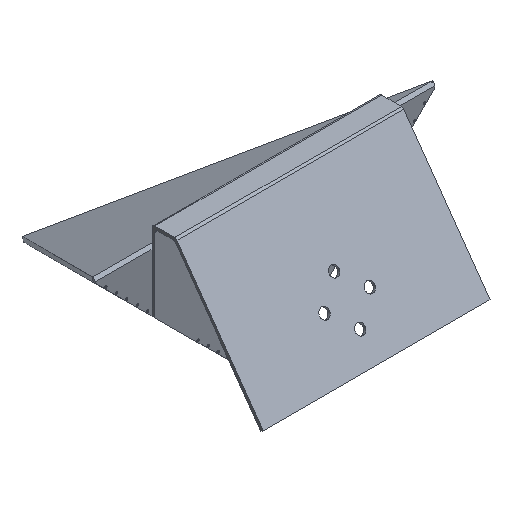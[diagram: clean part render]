
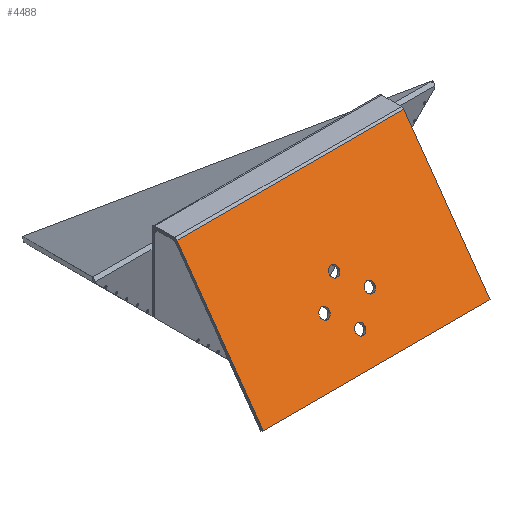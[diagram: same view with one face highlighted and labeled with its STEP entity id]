
A CAD part, isometric view. The second image highlights one B-rep face of the part: STEP entity #4488.
In plain terms, the highlighted planar face has unit normal (0, -0.817, 0.577).
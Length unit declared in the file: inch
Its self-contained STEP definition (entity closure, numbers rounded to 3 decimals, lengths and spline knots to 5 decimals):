
#233 = DIRECTION ( 'NONE',  ( 0., 0.577, 0.817 ) ) ;
#283 = CARTESIAN_POINT ( 'NONE',  ( 10., -2.45414, 1.54077 ) ) ;
#815 = AXIS2_PLACEMENT_3D ( 'NONE', #25038, #14831, #12952 ) ;
#1040 = DIRECTION ( 'NONE',  ( 0., -0.577, -0.817 ) ) ;
#1453 = AXIS2_PLACEMENT_3D ( 'NONE', #24941, #18960, #1040 ) ;
#1770 = VERTEX_POINT ( 'NONE', #20436 ) ;
#1781 = CARTESIAN_POINT ( 'NONE',  ( -10., -10.0543, -9.20923 ) ) ;
#1920 = DIRECTION ( 'NONE',  ( 0., -0.817, 0.577 ) ) ;
#2027 = LINE ( 'NONE', #283, #3263 ) ;
#2195 = CARTESIAN_POINT ( 'NONE',  ( 2., -7.4565, -5.5348 ) ) ;
#2775 = EDGE_CURVE ( 'NONE', #7641, #20937, #13585, .T. ) ;
#3036 = CARTESIAN_POINT ( 'NONE',  ( -10., -2.45414, 1.54077 ) ) ;
#3263 = VECTOR ( 'NONE', #9875, 39.37008 ) ;
#3679 = VERTEX_POINT ( 'NONE', #9525 ) ;
#3686 = LINE ( 'NONE', #11785, #3781 ) ;
#3781 = VECTOR ( 'NONE', #19866, 39.37008 ) ;
#3800 = DIRECTION ( 'NONE',  ( 0., -0.817, 0.577 ) ) ;
#3920 = DIRECTION ( 'NONE',  ( 0., -0.577, -0.817 ) ) ;
#3921 = VERTEX_POINT ( 'NONE', #4348 ) ;
#4348 = CARTESIAN_POINT ( 'NONE',  ( 0., -8.86364, -7.52512 ) ) ;
#4488 = ADVANCED_FACE ( 'NONE', ( #19900, #20137, #10226, #22543, #12339 ), #5845, .F. ) ;
#4668 = CIRCLE ( 'NONE', #21595, 0.4375 ) ;
#4700 = EDGE_CURVE ( 'NONE', #3921, #17400, #25145, .T. ) ;
#5488 = AXIS2_PLACEMENT_3D ( 'NONE', #2195, #20471, #18354 ) ;
#5776 = EDGE_CURVE ( 'NONE', #11647, #21047, #2027, .T. ) ;
#5845 = PLANE ( 'NONE',  #7787 ) ;
#6020 = CARTESIAN_POINT ( 'NONE',  ( 10., -10.0543, -9.20923 ) ) ;
#6049 = CARTESIAN_POINT ( 'NONE',  ( 0., -6.30193, -3.90172 ) ) ;
#6247 = DIRECTION ( 'NONE',  ( 0., -0.577, -0.817 ) ) ;
#6322 = AXIS2_PLACEMENT_3D ( 'NONE', #8612, #6638, #6247 ) ;
#6638 = DIRECTION ( 'NONE',  ( 0., -0.817, 0.577 ) ) ;
#6852 = ORIENTED_EDGE ( 'NONE', *, *, #19661, .F. ) ;
#7286 = DIRECTION ( 'NONE',  ( 0., -0.577, -0.817 ) ) ;
#7452 = VERTEX_POINT ( 'NONE', #17618 ) ;
#7641 = VERTEX_POINT ( 'NONE', #18001 ) ;
#7787 = AXIS2_PLACEMENT_3D ( 'NONE', #26116, #9949, #233 ) ;
#7858 = VERTEX_POINT ( 'NONE', #1781 ) ;
#8248 = ORIENTED_EDGE ( 'NONE', *, *, #8989, .F. ) ;
#8373 = CIRCLE ( 'NONE', #23187, 0.4375 ) ;
#8479 = ORIENTED_EDGE ( 'NONE', *, *, #13405, .T. ) ;
#8612 = CARTESIAN_POINT ( 'NONE',  ( 0., -8.61108, -7.16788 ) ) ;
#8725 = ORIENTED_EDGE ( 'NONE', *, *, #16311, .F. ) ;
#8989 = EDGE_CURVE ( 'NONE', #20937, #7641, #8373, .T. ) ;
#9062 = DIRECTION ( 'NONE',  ( 0., -0.577, -0.817 ) ) ;
#9065 = AXIS2_PLACEMENT_3D ( 'NONE', #16971, #24658, #23051 ) ;
#9525 = CARTESIAN_POINT ( 'NONE',  ( -2., -7.20394, -5.17756 ) ) ;
#9596 = ORIENTED_EDGE ( 'NONE', *, *, #4700, .F. ) ;
#9875 = DIRECTION ( 'NONE',  ( 0., -0.577, -0.817 ) ) ;
#9949 = DIRECTION ( 'NONE',  ( 0., 0.817, -0.577 ) ) ;
#10031 = DIRECTION ( 'NONE',  ( 0., -0.577, -0.817 ) ) ;
#10226 = FACE_OUTER_BOUND ( 'NONE', #18418, .T. ) ;
#10316 = EDGE_LOOP ( 'NONE', ( #9596, #6852 ) ) ;
#11349 = VECTOR ( 'NONE', #7286, 39.37008 ) ;
#11517 = EDGE_LOOP ( 'NONE', ( #12488, #8248 ) ) ;
#11647 = VERTEX_POINT ( 'NONE', #18531 ) ;
#11785 = CARTESIAN_POINT ( 'NONE',  ( 10., -2.45414, 1.54077 ) ) ;
#11943 = ORIENTED_EDGE ( 'NONE', *, *, #14610, .T. ) ;
#12137 = ORIENTED_EDGE ( 'NONE', *, *, #5776, .F. ) ;
#12339 = FACE_BOUND ( 'NONE', #10316, .T. ) ;
#12488 = ORIENTED_EDGE ( 'NONE', *, *, #2775, .F. ) ;
#12658 = CARTESIAN_POINT ( 'NONE',  ( 0., -6.30193, -3.90172 ) ) ;
#12952 = DIRECTION ( 'NONE',  ( 0., -0.577, -0.817 ) ) ;
#13239 = EDGE_LOOP ( 'NONE', ( #23927, #18994 ) ) ;
#13405 = EDGE_CURVE ( 'NONE', #7452, #7858, #17350, .T. ) ;
#13579 = DIRECTION ( 'NONE',  ( -1., 0., 0. ) ) ;
#13585 = CIRCLE ( 'NONE', #23885, 0.4375 ) ;
#14250 = CARTESIAN_POINT ( 'NONE',  ( -2., -7.70907, -5.89203 ) ) ;
#14610 = EDGE_CURVE ( 'NONE', #11647, #7452, #3686, .T. ) ;
#14831 = DIRECTION ( 'NONE',  ( 0., -0.817, 0.577 ) ) ;
#15182 = VERTEX_POINT ( 'NONE', #14250 ) ;
#15310 = EDGE_LOOP ( 'NONE', ( #23727, #8725 ) ) ;
#16098 = CARTESIAN_POINT ( 'NONE',  ( 2., -7.70907, -5.89203 ) ) ;
#16311 = EDGE_CURVE ( 'NONE', #1770, #21077, #16910, .T. ) ;
#16768 = VECTOR ( 'NONE', #13579, 39.37008 ) ;
#16910 = CIRCLE ( 'NONE', #5488, 0.4375 ) ;
#16971 = CARTESIAN_POINT ( 'NONE',  ( 0., -8.61108, -7.16788 ) ) ;
#17350 = LINE ( 'NONE', #3036, #11349 ) ;
#17400 = VERTEX_POINT ( 'NONE', #19720 ) ;
#17618 = CARTESIAN_POINT ( 'NONE',  ( -10., -2.45414, 1.54077 ) ) ;
#17850 = EDGE_CURVE ( 'NONE', #21047, #7858, #23663, .T. ) ;
#17857 = ORIENTED_EDGE ( 'NONE', *, *, #17850, .F. ) ;
#18001 = CARTESIAN_POINT ( 'NONE',  ( 0., -6.55449, -4.25895 ) ) ;
#18354 = DIRECTION ( 'NONE',  ( 0., -0.577, -0.817 ) ) ;
#18418 = EDGE_LOOP ( 'NONE', ( #8479, #17857, #12137, #11943 ) ) ;
#18531 = CARTESIAN_POINT ( 'NONE',  ( 10., -2.45414, 1.54077 ) ) ;
#18960 = DIRECTION ( 'NONE',  ( 0., -0.817, 0.577 ) ) ;
#18994 = ORIENTED_EDGE ( 'NONE', *, *, #24174, .F. ) ;
#19661 = EDGE_CURVE ( 'NONE', #17400, #3921, #19851, .T. ) ;
#19720 = CARTESIAN_POINT ( 'NONE',  ( 0., -8.35852, -6.81064 ) ) ;
#19804 = CARTESIAN_POINT ( 'NONE',  ( 0., -6.04936, -3.54448 ) ) ;
#19851 = CIRCLE ( 'NONE', #6322, 0.4375 ) ;
#19866 = DIRECTION ( 'NONE',  ( -1., 0., 0. ) ) ;
#19900 = FACE_BOUND ( 'NONE', #13239, .T. ) ;
#20057 = CARTESIAN_POINT ( 'NONE',  ( 10., -10.0543, -9.20923 ) ) ;
#20091 = CARTESIAN_POINT ( 'NONE',  ( -2., -7.4565, -5.5348 ) ) ;
#20137 = FACE_BOUND ( 'NONE', #15310, .T. ) ;
#20436 = CARTESIAN_POINT ( 'NONE',  ( 2., -7.20394, -5.17756 ) ) ;
#20471 = DIRECTION ( 'NONE',  ( 0., -0.817, 0.577 ) ) ;
#20691 = EDGE_CURVE ( 'NONE', #15182, #3679, #4668, .T. ) ;
#20746 = DIRECTION ( 'NONE',  ( 0., -0.817, 0.577 ) ) ;
#20937 = VERTEX_POINT ( 'NONE', #19804 ) ;
#21047 = VERTEX_POINT ( 'NONE', #20057 ) ;
#21077 = VERTEX_POINT ( 'NONE', #16098 ) ;
#21548 = EDGE_CURVE ( 'NONE', #21077, #1770, #26238, .T. ) ;
#21595 = AXIS2_PLACEMENT_3D ( 'NONE', #20091, #1920, #10031 ) ;
#22543 = FACE_BOUND ( 'NONE', #11517, .T. ) ;
#23051 = DIRECTION ( 'NONE',  ( 0., -0.577, -0.817 ) ) ;
#23187 = AXIS2_PLACEMENT_3D ( 'NONE', #6049, #3800, #3920 ) ;
#23663 = LINE ( 'NONE', #6020, #16768 ) ;
#23727 = ORIENTED_EDGE ( 'NONE', *, *, #21548, .F. ) ;
#23885 = AXIS2_PLACEMENT_3D ( 'NONE', #12658, #20746, #9062 ) ;
#23927 = ORIENTED_EDGE ( 'NONE', *, *, #20691, .F. ) ;
#24174 = EDGE_CURVE ( 'NONE', #3679, #15182, #24761, .T. ) ;
#24658 = DIRECTION ( 'NONE',  ( 0., -0.817, 0.577 ) ) ;
#24761 = CIRCLE ( 'NONE', #1453, 0.4375 ) ;
#24941 = CARTESIAN_POINT ( 'NONE',  ( -2., -7.4565, -5.5348 ) ) ;
#25038 = CARTESIAN_POINT ( 'NONE',  ( 2., -7.4565, -5.5348 ) ) ;
#25145 = CIRCLE ( 'NONE', #9065, 0.4375 ) ;
#26116 = CARTESIAN_POINT ( 'NONE',  ( 10., -2.45414, 1.54077 ) ) ;
#26238 = CIRCLE ( 'NONE', #815, 0.4375 ) ;
